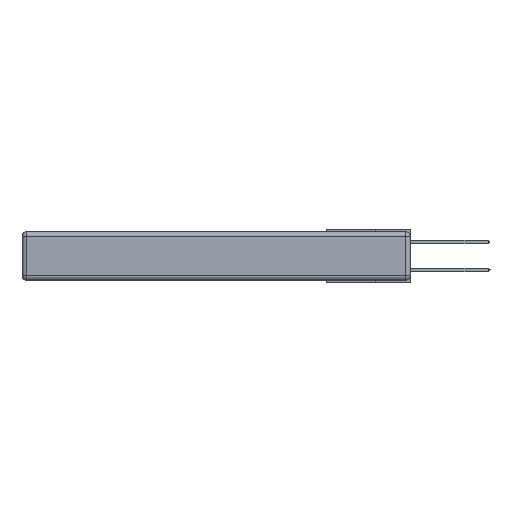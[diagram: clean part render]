
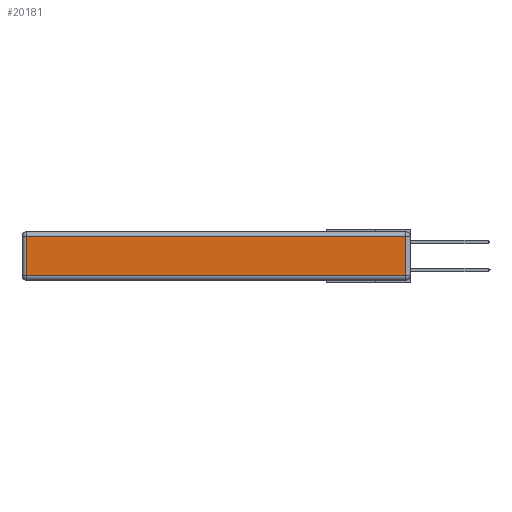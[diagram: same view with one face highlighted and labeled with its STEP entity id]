
A CAD part, left-side view. The second image highlights one B-rep face of the part: STEP entity #20181.
In plain terms, the highlighted planar face has unit normal (-1, 0, 0).
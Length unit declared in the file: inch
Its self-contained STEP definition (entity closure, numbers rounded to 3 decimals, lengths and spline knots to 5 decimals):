
#874 = VERTEX_POINT ( 'NONE', #4085 ) ;
#940 = VECTOR ( 'NONE', #12523, 39.37008 ) ;
#1471 = FACE_OUTER_BOUND ( 'NONE', #4161, .T. ) ;
#2163 = DIRECTION ( 'NONE',  ( 0., 0., -1. ) ) ;
#2322 = EDGE_CURVE ( 'NONE', #874, #27402, #6640, .T. ) ;
#4085 = CARTESIAN_POINT ( 'NONE',  ( 0., 0.03, -0.03 ) ) ;
#4161 = EDGE_LOOP ( 'NONE', ( #11575, #15534, #22234, #26802 ) ) ;
#4420 = PLANE ( 'NONE',  #20741 ) ;
#6494 = LINE ( 'NONE', #14368, #17850 ) ;
#6640 = LINE ( 'NONE', #25012, #940 ) ;
#7628 = LINE ( 'NONE', #10169, #10318 ) ;
#7733 = VECTOR ( 'NONE', #2163, 39.37008 ) ;
#10169 = CARTESIAN_POINT ( 'NONE',  ( 0., 0.03, -0.343 ) ) ;
#10269 = DIRECTION ( 'NONE',  ( 0., -1., 0. ) ) ;
#10318 = VECTOR ( 'NONE', #22890, 39.37008 ) ;
#10588 = EDGE_CURVE ( 'NONE', #16934, #24708, #6494, .T. ) ;
#11575 = ORIENTED_EDGE ( 'NONE', *, *, #10588, .T. ) ;
#12523 = DIRECTION ( 'NONE',  ( 0., 1., 0. ) ) ;
#13188 = EDGE_CURVE ( 'NONE', #24708, #874, #7628, .T. ) ;
#14185 = CARTESIAN_POINT ( 'NONE',  ( 0., 2.72, -0.03 ) ) ;
#14368 = CARTESIAN_POINT ( 'NONE',  ( 0., 0., -0.313 ) ) ;
#15071 = DIRECTION ( 'NONE',  ( -1., 0., 0. ) ) ;
#15404 = LINE ( 'NONE', #17044, #7733 ) ;
#15534 = ORIENTED_EDGE ( 'NONE', *, *, #13188, .T. ) ;
#16934 = VERTEX_POINT ( 'NONE', #18302 ) ;
#17044 = CARTESIAN_POINT ( 'NONE',  ( 0., 2.72, -0.343 ) ) ;
#17850 = VECTOR ( 'NONE', #10269, 39.37008 ) ;
#18145 = CARTESIAN_POINT ( 'NONE',  ( 0., 0.03, -0.313 ) ) ;
#18302 = CARTESIAN_POINT ( 'NONE',  ( 0., 2.72, -0.313 ) ) ;
#20181 = ADVANCED_FACE ( 'NONE', ( #1471 ), #4420, .T. ) ;
#20741 = AXIS2_PLACEMENT_3D ( 'NONE', #25744, #15071, #25470 ) ;
#22164 = EDGE_CURVE ( 'NONE', #27402, #16934, #15404, .T. ) ;
#22234 = ORIENTED_EDGE ( 'NONE', *, *, #2322, .T. ) ;
#22890 = DIRECTION ( 'NONE',  ( 0., 0., 1. ) ) ;
#24708 = VERTEX_POINT ( 'NONE', #18145 ) ;
#25012 = CARTESIAN_POINT ( 'NONE',  ( 0., 2.75, -0.03 ) ) ;
#25470 = DIRECTION ( 'NONE',  ( 0., 0., 1. ) ) ;
#25744 = CARTESIAN_POINT ( 'NONE',  ( 0., 0., -0.343 ) ) ;
#26802 = ORIENTED_EDGE ( 'NONE', *, *, #22164, .T. ) ;
#27402 = VERTEX_POINT ( 'NONE', #14185 ) ;
